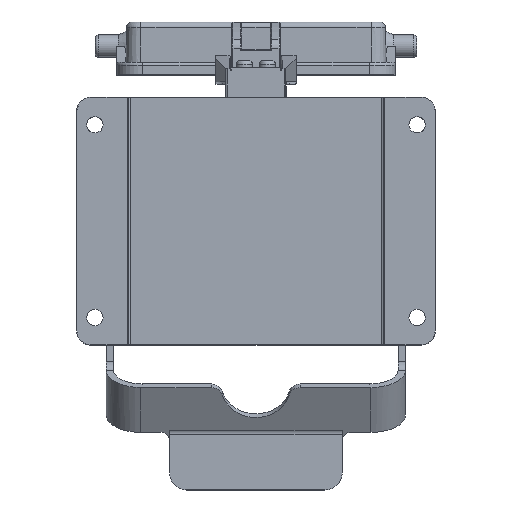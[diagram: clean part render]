
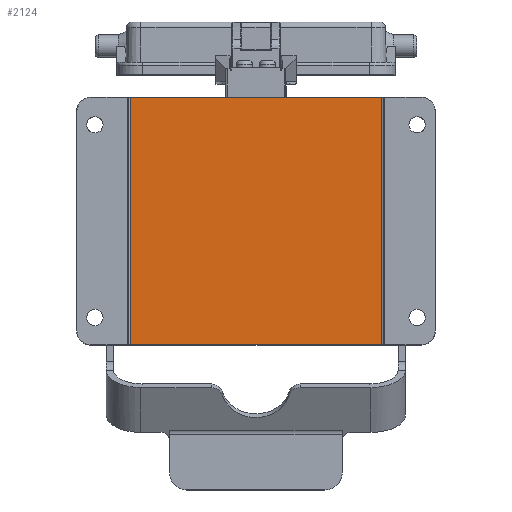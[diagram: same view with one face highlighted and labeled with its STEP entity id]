
A CAD part, top view. The second image highlights one B-rep face of the part: STEP entity #2124.
In plain terms, the highlighted planar face has unit normal (0, 0, 1).
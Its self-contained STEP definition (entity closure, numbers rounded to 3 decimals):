
#1286=FACE_OUTER_BOUND('',#6297,.T.);
#2124=ADVANCED_FACE('',(#1286),#3039,.T.);
#3039=PLANE('',#16011);
#3473=B_SPLINE_CURVE_WITH_KNOTS('',3,(#23403,#23404,#23405,#23406),
 .UNSPECIFIED.,.F.,.F.,(4,4),(0.,1.),.UNSPECIFIED.);
#3478=B_SPLINE_CURVE_WITH_KNOTS('',3,(#23455,#23456,#23457,#23458),
 .UNSPECIFIED.,.F.,.F.,(4,4),(0.,1.),.UNSPECIFIED.);
#3937=LINE('',#23453,#5062);
#3938=LINE('',#23460,#5063);
#5062=VECTOR('',#17935,1.);
#5063=VECTOR('',#17936,1.);
#6297=EDGE_LOOP('',(#7706,#7707,#7708,#7709));
#7706=ORIENTED_EDGE('',*,*,#13759,.T.);
#7707=ORIENTED_EDGE('',*,*,#13764,.T.);
#7708=ORIENTED_EDGE('',*,*,#13765,.F.);
#7709=ORIENTED_EDGE('',*,*,#13766,.T.);
#12265=VERTEX_POINT('',#23402);
#12266=VERTEX_POINT('',#23407);
#12270=VERTEX_POINT('',#23454);
#12271=VERTEX_POINT('',#23459);
#13759=EDGE_CURVE('',#12266,#12265,#3473,.T.);
#13764=EDGE_CURVE('',#12265,#12270,#3937,.T.);
#13765=EDGE_CURVE('',#12271,#12270,#3478,.T.);
#13766=EDGE_CURVE('',#12271,#12266,#3938,.T.);
#16011=AXIS2_PLACEMENT_3D('',#23461,#17937,#17938);
#17935=DIRECTION('',(0.,-1.,0.));
#17936=DIRECTION('',(0.,1.,0.));
#17937=DIRECTION('',(0.,0.,1.));
#17938=DIRECTION('',(0.,-1.,0.));
#23402=CARTESIAN_POINT('',(-43.685,43.,54.306));
#23403=CARTESIAN_POINT('',(43.685,43.,54.306));
#23404=CARTESIAN_POINT('',(14.562,43.,54.306));
#23405=CARTESIAN_POINT('',(-14.562,43.,54.306));
#23406=CARTESIAN_POINT('',(-43.685,43.,54.306));
#23407=CARTESIAN_POINT('',(43.685,43.,54.306));
#23453=CARTESIAN_POINT('',(-43.685,28.499,54.306));
#23454=CARTESIAN_POINT('',(-43.685,-43.,54.306));
#23455=CARTESIAN_POINT('',(43.685,-43.,54.306));
#23456=CARTESIAN_POINT('',(14.562,-43.,54.306));
#23457=CARTESIAN_POINT('',(-14.562,-43.,54.306));
#23458=CARTESIAN_POINT('',(-43.685,-43.,54.306));
#23459=CARTESIAN_POINT('',(43.685,-43.,54.306));
#23460=CARTESIAN_POINT('',(43.685,28.499,54.306));
#23461=CARTESIAN_POINT('',(-30.199,28.499,54.306));
